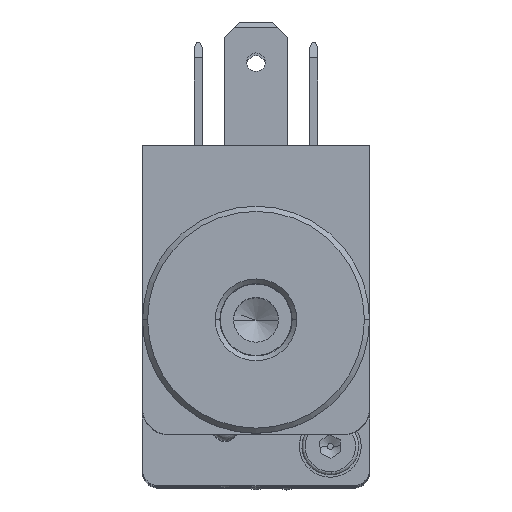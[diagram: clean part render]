
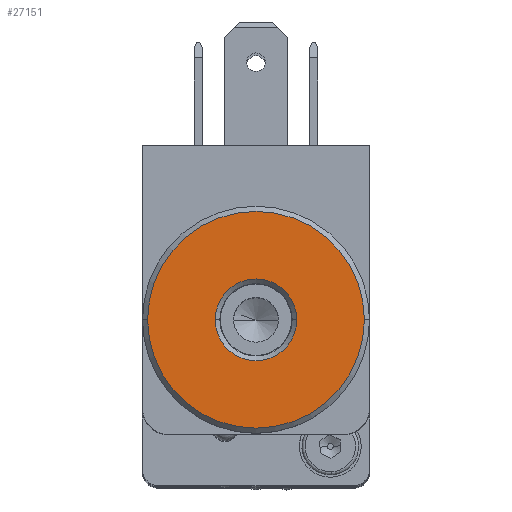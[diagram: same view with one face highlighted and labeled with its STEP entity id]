
A CAD part, top view. The second image highlights one B-rep face of the part: STEP entity #27151.
In plain terms, the highlighted face is planar.
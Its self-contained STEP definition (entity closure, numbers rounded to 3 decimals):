
#26921=CARTESIAN_POINT('',(-10.5,0.,-2.25));
#26922=VERTEX_POINT('',#26921);
#26929=CARTESIAN_POINT('',(10.5,0.0,-2.25));
#26930=VERTEX_POINT('',#26929);
#26931=CARTESIAN_POINT('',(0.0,0.0,-2.25));
#26932=DIRECTION('',(0.0,0.0,1.0));
#26933=DIRECTION('',(-1.0,0.0,0.0));
#26934=AXIS2_PLACEMENT_3D('',#26931,#26932,#26933);
#26935=CIRCLE('',#26934,10.5);
#26936=EDGE_CURVE('',#26922,#26930,#26935,.T.);
#26995=CARTESIAN_POINT('',(-3.956,0.,-2.25));
#26996=VERTEX_POINT('',#26995);
#27010=CARTESIAN_POINT('',(3.956,0.0,-2.25));
#27011=VERTEX_POINT('',#27010);
#27018=CARTESIAN_POINT('',(0.0,0.0,-2.25));
#27019=DIRECTION('',(0.0,0.0,-1.0));
#27020=DIRECTION('',(-1.0,0.0,0.0));
#27021=AXIS2_PLACEMENT_3D('',#27018,#27019,#27020);
#27022=CIRCLE('',#27021,3.956);
#27023=EDGE_CURVE('',#27011,#26996,#27022,.T.);
#27120=CARTESIAN_POINT('',(0.0,0.0,-2.25));
#27121=DIRECTION('',(0.0,0.0,-1.0));
#27122=DIRECTION('',(-1.0,0.0,0.0));
#27123=AXIS2_PLACEMENT_3D('',#27120,#27121,#27122);
#27124=CIRCLE('',#27123,3.956);
#27125=EDGE_CURVE('',#26996,#27011,#27124,.T.);
#27132=CARTESIAN_POINT('',(0.92,0.0,-2.25));
#27133=DIRECTION('',(0.0,0.0,1.0));
#27134=DIRECTION('',(1.0,0.0,0.0));
#27135=AXIS2_PLACEMENT_3D('',#27132,#27133,#27134);
#27136=PLANE('',#27135);
#27137=CARTESIAN_POINT('',(0.0,0.0,-2.25));
#27138=DIRECTION('',(0.0,0.0,1.0));
#27139=DIRECTION('',(-1.0,0.0,0.0));
#27140=AXIS2_PLACEMENT_3D('',#27137,#27138,#27139);
#27141=CIRCLE('',#27140,10.5);
#27142=EDGE_CURVE('',#26930,#26922,#27141,.T.);
#27143=ORIENTED_EDGE('',*,*,#27142,.F.);
#27144=ORIENTED_EDGE('',*,*,#26936,.F.);
#27145=EDGE_LOOP('',(#27143,#27144));
#27146=FACE_OUTER_BOUND('',#27145,.T.);
#27147=ORIENTED_EDGE('',*,*,#27023,.F.);
#27148=ORIENTED_EDGE('',*,*,#27125,.F.);
#27149=EDGE_LOOP('',(#27147,#27148));
#27150=FACE_BOUND('',#27149,.T.);
#27151=ADVANCED_FACE('',(#27146,#27150),#27136,.F.);
